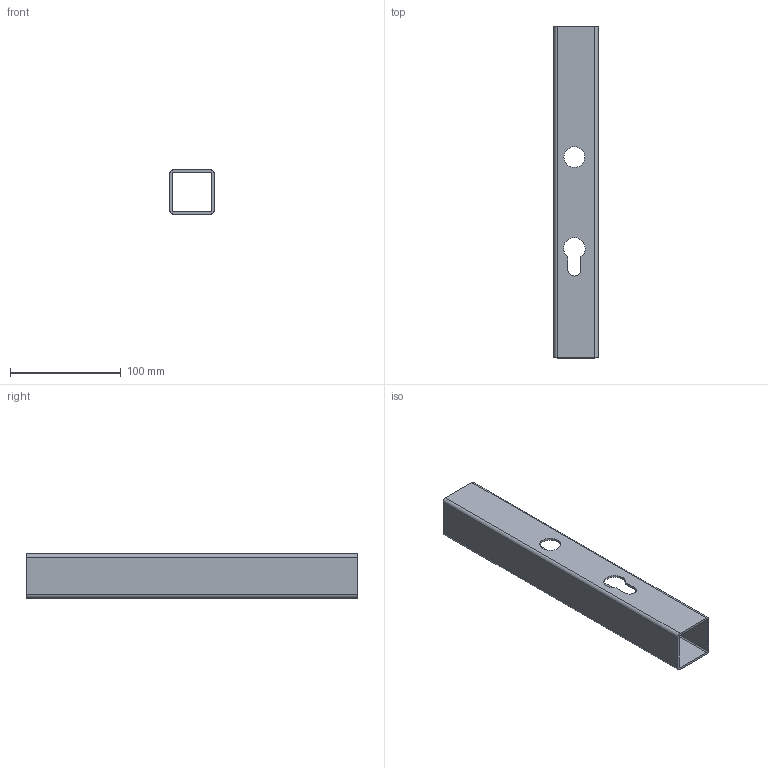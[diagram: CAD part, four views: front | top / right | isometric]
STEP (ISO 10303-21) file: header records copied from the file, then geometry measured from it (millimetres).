
FILE_DESCRIPTION (( 'STEP AP203' ), '1' );
FILE_NAME ('B1_52J-40x40.STEP', '2020-09-09T08:47:51', ( '' ), ( '' ), 'SwSTEP 2.0', 'SolidWorks 2019', '' );
FILE_SCHEMA (( 'CONFIG_CONTROL_DESIGN' ));
Length unit declared in the file: millimetre
Products named in the file (1): B1_52J-40x40
Bounding box: 40 x 300 x 40 mm (x, y, z)
Volume: 79418.8 mm3; surface area: 81434.3 mm2
Topology: 1 solids, 1 shells, 42 faces, 120 edges, 80 vertices
Faces by surface type: cylinder 24, plane 18
Entity records: 1501 total; most frequent: DIRECTION 254, CARTESIAN_POINT 243, ORIENTED_EDGE 240, EDGE_CURVE 120, AXIS2_PLACEMENT_3D 91, VERTEX_POINT 80, LINE 72, VECTOR 72
